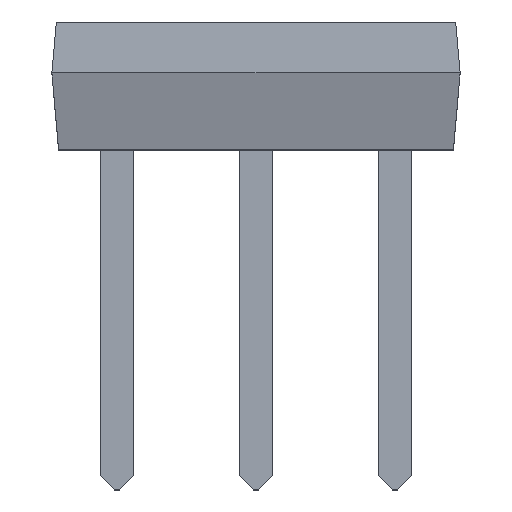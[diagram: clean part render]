
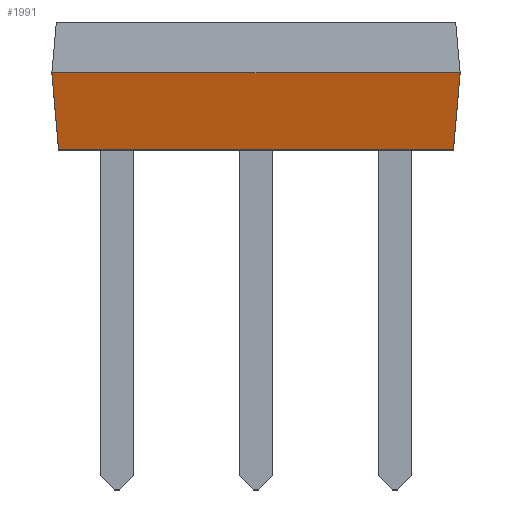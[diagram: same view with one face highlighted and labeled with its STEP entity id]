
A CAD part, top view. The second image highlights one B-rep face of the part: STEP entity #1991.
In plain terms, the highlighted free-form (B-spline) face has degree [1, 1] with [2, 2] control points.
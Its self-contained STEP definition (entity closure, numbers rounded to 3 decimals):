
#318 = CARTESIAN_POINT ( 'NONE',  ( -8., 0.8, 25.55 ) ) ;
#359 = CARTESIAN_POINT ( 'NONE',  ( 8.096, -2.2, 24.746 ) ) ;
#389 = VERTEX_POINT ( 'NONE', #1060 ) ;
#422 = EDGE_CURVE ( 'NONE', #389, #1234, #3180, .T. ) ;
#603 = EDGE_CURVE ( 'NONE', #1421, #2040, #1216, .T. ) ;
#643 = CARTESIAN_POINT ( 'NONE',  ( 7.825, -1.2, 25.014 ) ) ;
#947 = ORIENTED_EDGE ( 'NONE', *, *, #1938, .T. ) ;
#984 = CARTESIAN_POINT ( 'NONE',  ( -7.825, -1.2, 25.014 ) ) ;
#1009 = CARTESIAN_POINT ( 'NONE',  ( -7.738, -2.2, 24.746 ) ) ;
#1060 = CARTESIAN_POINT ( 'NONE',  ( 7.738, -2.2, 24.746 ) ) ;
#1097 = FACE_OUTER_BOUND ( 'NONE', #1843, .T. ) ;
#1216 = B_SPLINE_CURVE_WITH_KNOTS ( 'NONE', 3,
 ( #1316, #2116, #984, #3165 ),
 .UNSPECIFIED., .F., .F.,
 ( 4, 4 ),
 ( 0., 1. ),
 .UNSPECIFIED. ) ;
#1234 = VERTEX_POINT ( 'NONE', #1729 ) ;
#1309 = CARTESIAN_POINT ( 'NONE',  ( 8., 0.8, 25.55 ) ) ;
#1316 = CARTESIAN_POINT ( 'NONE',  ( -8., 0.8, 25.55 ) ) ;
#1372 = CARTESIAN_POINT ( 'NONE',  ( 7.913, -0.2, 25.282 ) ) ;
#1373 = CARTESIAN_POINT ( 'NONE',  ( 8.096, 0.8, 25.55 ) ) ;
#1421 = VERTEX_POINT ( 'NONE', #318 ) ;
#1518 = EDGE_CURVE ( 'NONE', #1234, #1421, #2912, .T. ) ;
#1624 = CARTESIAN_POINT ( 'NONE',  ( -8.096, -2.2, 24.746 ) ) ;
#1729 = CARTESIAN_POINT ( 'NONE',  ( 8., 0.8, 25.55 ) ) ;
#1837 = B_SPLINE_CURVE_WITH_KNOTS ( 'NONE', 1,
 ( #3123, #1009 ),
 .UNSPECIFIED., .F., .F.,
 ( 2, 2 ),
 ( 0., 1. ),
 .UNSPECIFIED. ) ;
#1843 = EDGE_LOOP ( 'NONE', ( #2004, #947, #2475, #2954 ) ) ;
#1938 = EDGE_CURVE ( 'NONE', #389, #2040, #1837, .T. ) ;
#1991 = ADVANCED_FACE ( 'NONE', ( #1097 ), #2888, .F. ) ;
#2004 = ORIENTED_EDGE ( 'NONE', *, *, #422, .F. ) ;
#2040 = VERTEX_POINT ( 'NONE', #2936 ) ;
#2116 = CARTESIAN_POINT ( 'NONE',  ( -7.913, -0.2, 25.282 ) ) ;
#2185 = CARTESIAN_POINT ( 'NONE',  ( 7.738, -2.2, 24.746 ) ) ;
#2475 = ORIENTED_EDGE ( 'NONE', *, *, #603, .F. ) ;
#2627 = CARTESIAN_POINT ( 'NONE',  ( -8., 0.8, 25.55 ) ) ;
#2888 = B_SPLINE_SURFACE_WITH_KNOTS ( 'NONE', 1, 1, ( 
 ( #2993, #1373 ),
 ( #1624, #359 ) ),
 .UNSPECIFIED., .F., .F., .F.,
 ( 2, 2 ),
 ( 2, 2 ),
 ( 0., 1. ),
 ( 0., 1. ),
 .UNSPECIFIED. ) ;
#2912 = B_SPLINE_CURVE_WITH_KNOTS ( 'NONE', 1,
 ( #1309, #2627 ),
 .UNSPECIFIED., .F., .F.,
 ( 2, 2 ),
 ( 0., 1. ),
 .UNSPECIFIED. ) ;
#2936 = CARTESIAN_POINT ( 'NONE',  ( -7.738, -2.2, 24.746 ) ) ;
#2954 = ORIENTED_EDGE ( 'NONE', *, *, #1518, .F. ) ;
#2993 = CARTESIAN_POINT ( 'NONE',  ( -8.096, 0.8, 25.55 ) ) ;
#3012 = CARTESIAN_POINT ( 'NONE',  ( 8., 0.8, 25.55 ) ) ;
#3123 = CARTESIAN_POINT ( 'NONE',  ( 7.738, -2.2, 24.746 ) ) ;
#3165 = CARTESIAN_POINT ( 'NONE',  ( -7.738, -2.2, 24.746 ) ) ;
#3180 = B_SPLINE_CURVE_WITH_KNOTS ( 'NONE', 3,
 ( #2185, #643, #1372, #3012 ),
 .UNSPECIFIED., .F., .F.,
 ( 4, 4 ),
 ( 0., 1. ),
 .UNSPECIFIED. ) ;
